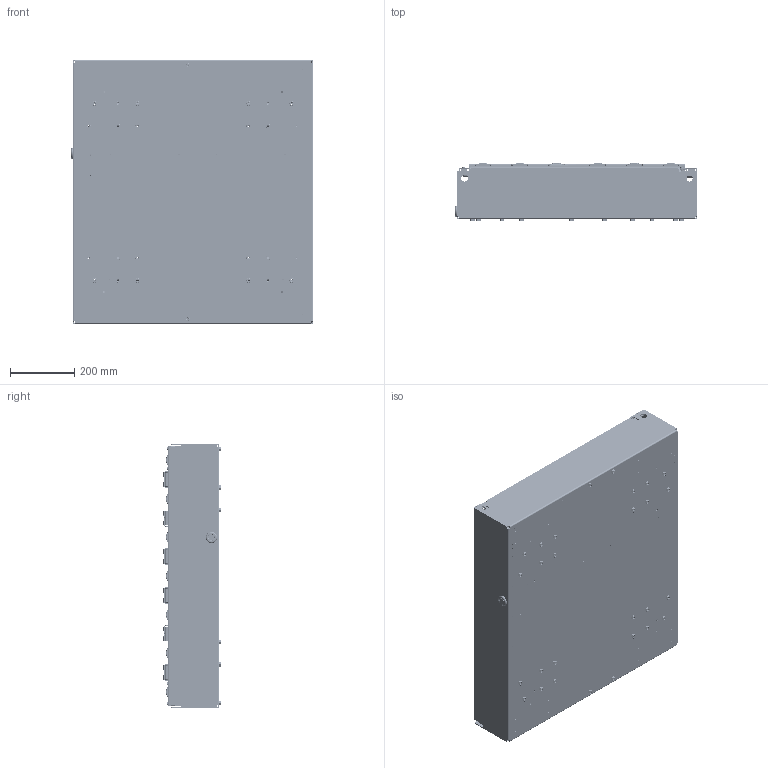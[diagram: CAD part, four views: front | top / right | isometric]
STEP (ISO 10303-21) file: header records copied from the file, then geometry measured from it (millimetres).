
FILE_DESCRIPTION(/* description */ (''),/* implementation_level */ '2;1');
FILE_NAME(/* name */ '',/* time_stamp */ '2024-01-26T13:11:42+09:00',/* author */ ('y-kakiuchi'),/* organization */ (''),/* preprocessor_version */ 'ST-DEVELOPER v20',/* originating_system */ 'Autodesk Inventor 2024',/* authorisation */ '');
FILE_SCHEMA (('AUTOMOTIVE_DESIGN { 1 0 10303 214 3 1 1 }'));
Products named in the file (1): DMRT-786-SSS-100-1 M-RAT完成品
Bounding box: 754 x 181.5 x 820 mm (x, y, z)
Volume: 21348106.1 mm3; surface area: 7085524.3 mm2
Topology: 4 solids, 30 shells, 12991 faces, 34805 edges, 22806 vertices
Faces by surface type: cylinder 6972, plane 5152, cone 520, torus 275, bspline 72
Full cylindrical faces by diameter (mm): 2.5 x2, 3 x2, 4 x84, 4.2 x24, 4.5 x6, 5 x6, 5.6 x36, 6 x4, 6.2 x4, 6.5 x48, 6.647 x32, 7 x48, 8 x164, 8.1 x84, 9 x4, 13 x36, 15 x14, 19 x2, 21 x7, 22 x5, 25.4 x6, 27.4 x1, 30 x79, 30.4 x1, 31 x1, 35 x1, 56.7 x1, 56.8 x6, 57 x7
Entity records: 427424 total; most frequent: DIRECTION 75668, CARTESIAN_POINT 74597, ORIENTED_EDGE 69554, EDGE_CURVE 34777, AXIS2_PLACEMENT_3D 28606, VERTEX_POINT 22806, LINE 18456, VECTOR 18456
